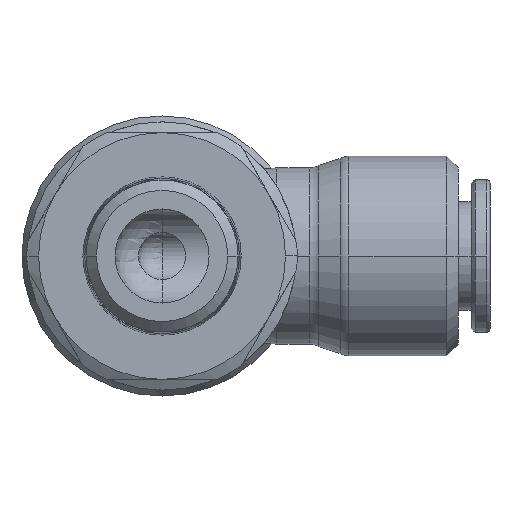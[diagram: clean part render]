
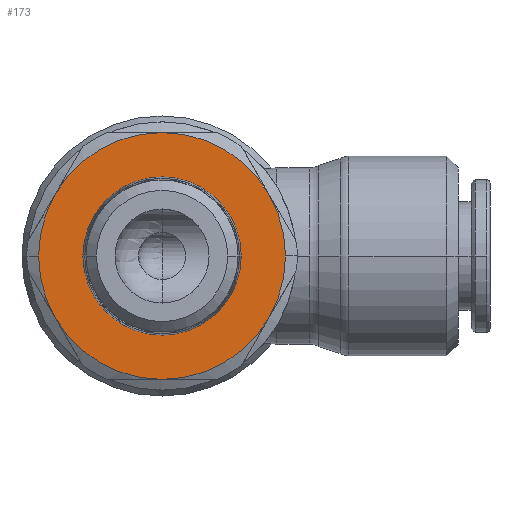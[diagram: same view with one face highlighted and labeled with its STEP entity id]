
A CAD part, front view. The second image highlights one B-rep face of the part: STEP entity #173.
In plain terms, the highlighted planar face has unit normal (0, -1, 0).
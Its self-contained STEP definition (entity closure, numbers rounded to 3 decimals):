
#173=ADVANCED_FACE('',(#461,#462),#463,.F.);
#461=FACE_BOUND('',#770,.T.);
#462=FACE_OUTER_BOUND('',#771,.T.);
#463=PLANE('',#772);
#770=EDGE_LOOP('',(#1798,#1799));
#771=EDGE_LOOP('',(#1800,#1801,#1802,#1803,#1804,#1805,#1806,#1807));
#772=AXIS2_PLACEMENT_3D('',#1808,#1809,#1810);
#1798=ORIENTED_EDGE('',*,*,#2053,.T.);
#1799=ORIENTED_EDGE('',*,*,#2237,.T.);
#1800=ORIENTED_EDGE('',*,*,#2246,.F.);
#1801=ORIENTED_EDGE('',*,*,#2248,.F.);
#1802=ORIENTED_EDGE('',*,*,#2252,.F.);
#1803=ORIENTED_EDGE('',*,*,#2255,.F.);
#1804=ORIENTED_EDGE('',*,*,#2045,.F.);
#1805=ORIENTED_EDGE('',*,*,#2260,.F.);
#1806=ORIENTED_EDGE('',*,*,#2264,.F.);
#1807=ORIENTED_EDGE('',*,*,#2047,.F.);
#1808=CARTESIAN_POINT('',(0.,-5.0,0.));
#1809=DIRECTION('',(0.,1.0,0.));
#1810=DIRECTION('',(0.0,0.,1.0));
#2045=EDGE_CURVE('',#2471,#2467,#2473,.T.);
#2047=EDGE_CURVE('',#2474,#2476,#2477,.T.);
#2053=EDGE_CURVE('',#2482,#2486,#2488,.T.);
#2237=EDGE_CURVE('',#2486,#2482,#2788,.T.);
#2246=EDGE_CURVE('',#2800,#2474,#2802,.T.);
#2248=EDGE_CURVE('',#2804,#2800,#2806,.T.);
#2252=EDGE_CURVE('',#2811,#2804,#2813,.T.);
#2255=EDGE_CURVE('',#2467,#2811,#2817,.T.);
#2260=EDGE_CURVE('',#2823,#2471,#2825,.T.);
#2264=EDGE_CURVE('',#2476,#2823,#2831,.T.);
#2467=VERTEX_POINT('',#3145);
#2471=VERTEX_POINT('',#3150);
#2473=CIRCLE('',#3163,10.5);
#2474=VERTEX_POINT('',#3164);
#2476=VERTEX_POINT('',#3167);
#2477=CIRCLE('',#3168,10.5);
#2482=VERTEX_POINT('',#3184);
#2486=VERTEX_POINT('',#3189);
#2488=CIRCLE('',#3192,6.735);
#2788=CIRCLE('',#3826,6.735);
#2800=VERTEX_POINT('',#3838);
#2802=CIRCLE('',#3851,10.5);
#2804=VERTEX_POINT('',#3853);
#2806=CIRCLE('',#3866,10.5);
#2811=VERTEX_POINT('',#3882);
#2813=CIRCLE('',#3895,10.5);
#2817=CIRCLE('',#3910,10.5);
#2823=VERTEX_POINT('',#3938);
#2825=CIRCLE('',#3951,10.5);
#2831=CIRCLE('',#3979,10.5);
#3145=CARTESIAN_POINT('',(-10.5,-5.0,0.));
#3150=CARTESIAN_POINT('',(-9.093,-5.0,-5.25));
#3163=AXIS2_PLACEMENT_3D('',#4341,#4342,#4343);
#3164=CARTESIAN_POINT('',(10.5,-5.0,0.));
#3167=CARTESIAN_POINT('',(9.093,-5.0,-5.25));
#3168=AXIS2_PLACEMENT_3D('',#4345,#4346,#4347);
#3184=CARTESIAN_POINT('',(6.735,-5.0,0.0));
#3189=CARTESIAN_POINT('',(-6.735,-5.0,0.));
#3192=AXIS2_PLACEMENT_3D('',#4356,#4357,#4358);
#3826=AXIS2_PLACEMENT_3D('',#4790,#4791,#4792);
#3838=CARTESIAN_POINT('',(9.093,-5.0,5.25));
#3851=AXIS2_PLACEMENT_3D('',#4814,#4815,#4816);
#3853=CARTESIAN_POINT('',(0.,-5.0,10.5));
#3866=AXIS2_PLACEMENT_3D('',#4817,#4818,#4819);
#3882=CARTESIAN_POINT('',(-9.093,-5.0,5.25));
#3895=AXIS2_PLACEMENT_3D('',#4823,#4824,#4825);
#3910=AXIS2_PLACEMENT_3D('',#4829,#4830,#4831);
#3938=CARTESIAN_POINT('',(0.0,-5.0,-10.5));
#3951=AXIS2_PLACEMENT_3D('',#4835,#4836,#4837);
#3979=AXIS2_PLACEMENT_3D('',#4841,#4842,#4843);
#4341=CARTESIAN_POINT('',(0.0,-5.0,0.0));
#4342=DIRECTION('',(0.,1.0,0.));
#4343=DIRECTION('',(1.0,0.,0.));
#4345=CARTESIAN_POINT('',(0.0,-5.0,0.0));
#4346=DIRECTION('',(0.,1.0,0.));
#4347=DIRECTION('',(1.0,0.,0.));
#4356=CARTESIAN_POINT('',(0.0,-5.0,0.0));
#4357=DIRECTION('',(0.,1.0,0.));
#4358=DIRECTION('',(1.0,0.,0.));
#4790=CARTESIAN_POINT('',(0.0,-5.0,0.0));
#4791=DIRECTION('',(0.,1.0,0.));
#4792=DIRECTION('',(1.0,0.,0.));
#4814=CARTESIAN_POINT('',(0.0,-5.0,0.0));
#4815=DIRECTION('',(0.,1.0,0.));
#4816=DIRECTION('',(1.0,0.,0.));
#4817=CARTESIAN_POINT('',(0.0,-5.0,0.0));
#4818=DIRECTION('',(0.,1.0,0.));
#4819=DIRECTION('',(1.0,0.,0.));
#4823=CARTESIAN_POINT('',(0.0,-5.0,0.0));
#4824=DIRECTION('',(0.,1.0,0.));
#4825=DIRECTION('',(1.0,0.,0.));
#4829=CARTESIAN_POINT('',(0.0,-5.0,0.0));
#4830=DIRECTION('',(0.,1.0,0.));
#4831=DIRECTION('',(1.0,0.,0.));
#4835=CARTESIAN_POINT('',(0.0,-5.0,0.0));
#4836=DIRECTION('',(0.,1.0,0.));
#4837=DIRECTION('',(1.0,0.,0.));
#4841=CARTESIAN_POINT('',(0.0,-5.0,0.0));
#4842=DIRECTION('',(0.,1.0,0.));
#4843=DIRECTION('',(1.0,0.,0.));
